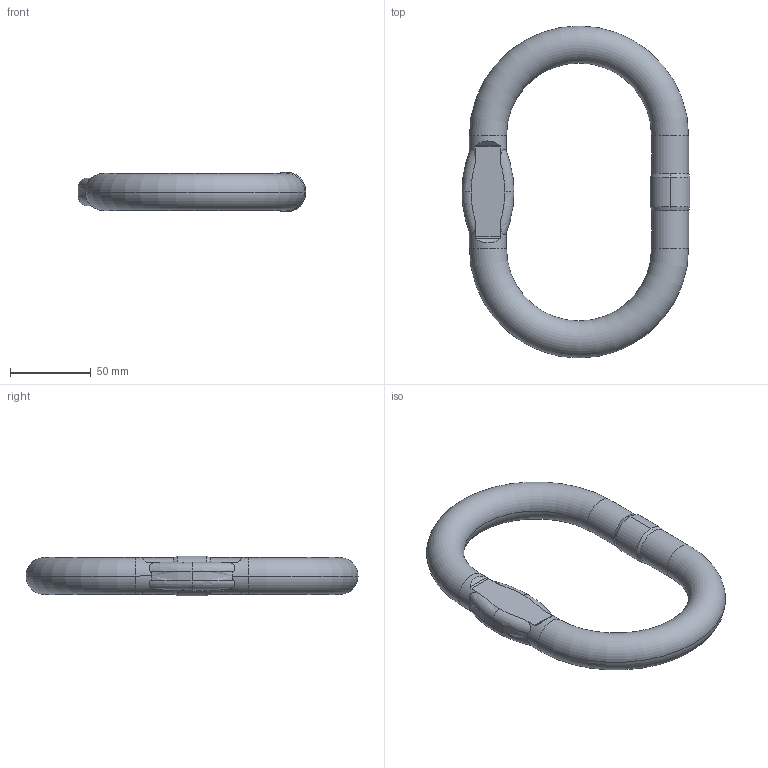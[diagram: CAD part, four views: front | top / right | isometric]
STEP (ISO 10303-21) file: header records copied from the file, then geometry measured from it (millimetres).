
FILE_DESCRIPTION(('STEP AP214'),'1');
FILE_NAME('awp_22.stp','2018-02-20T09:34:44',('TraceParts'),('TraceParts S.A.'),'Spatial InterOp 3D',' ',' ');
FILE_SCHEMA(('automotive_design'));
Length unit declared in the file: millimetre
Products named in the file (1): awp_22
Bounding box: 141.46 x 206 x 24.73 mm (x, y, z)
Volume: 209022 mm3; surface area: 36589.6 mm2
Topology: 1 solids, 1 shells, 162 faces, 434 edges, 284 vertices
Faces by surface type: plane 74, extrusion 49, cylinder 23, torus 12, cone 4
Entity records: 6984 total; most frequent: CARTESIAN_POINT 1992, ORIENTED_EDGE 868, DIRECTION 549, EDGE_CURVE 434, VERTEX_POINT 284, B_SPLINE_CURVE_WITH_KNOTS 269, VECTOR 205, EDGE_LOOP 174
